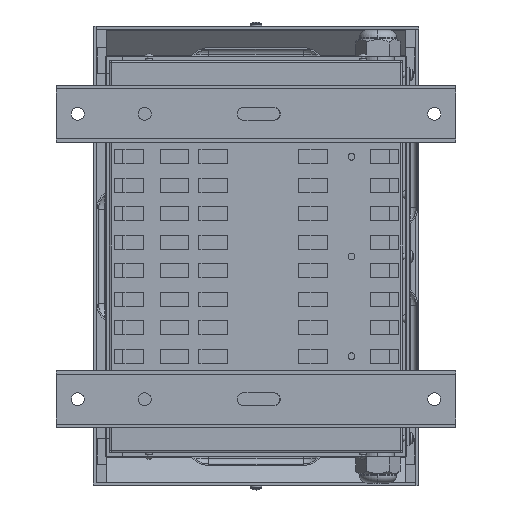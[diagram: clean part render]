
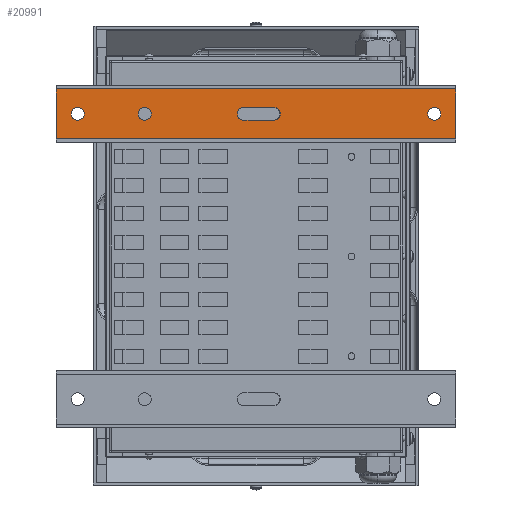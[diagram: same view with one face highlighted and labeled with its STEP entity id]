
A CAD part, front view. The second image highlights one B-rep face of the part: STEP entity #20991.
In plain terms, the highlighted face is planar.
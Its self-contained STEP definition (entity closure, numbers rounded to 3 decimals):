
#462=FACE_BOUND('',#3928,.T.);
#463=FACE_BOUND('',#3929,.T.);
#464=FACE_BOUND('',#3930,.T.);
#465=FACE_BOUND('',#3931,.T.);
#946=PLANE('',#22371);
#2719=FACE_OUTER_BOUND('',#3927,.T.);
#3927=EDGE_LOOP('',(#16272,#16273,#16274,#16275));
#3928=EDGE_LOOP('',(#16276,#16277,#16278,#16279));
#3929=EDGE_LOOP('',(#16280));
#3930=EDGE_LOOP('',(#16281));
#3931=EDGE_LOOP('',(#16282));
#5653=LINE('',#30898,#7773);
#5669=LINE('',#30939,#7789);
#5671=LINE('',#30942,#7791);
#5675=LINE('',#30960,#7795);
#5678=LINE('',#30969,#7798);
#5681=LINE('',#30976,#7801);
#7773=VECTOR('',#25114,10.);
#7789=VECTOR('',#25156,10.);
#7791=VECTOR('',#25160,10.);
#7795=VECTOR('',#25178,10.);
#7798=VECTOR('',#25187,10.);
#7801=VECTOR('',#25196,10.);
#9252=CIRCLE('',#22360,4.5);
#9253=CIRCLE('',#22363,4.5);
#9254=CIRCLE('',#22366,4.5);
#9255=CIRCLE('',#22368,4.5);
#9256=CIRCLE('',#22370,4.5);
#10427=VERTEX_POINT('',#30883);
#10428=VERTEX_POINT('',#30887);
#10439=VERTEX_POINT('',#30924);
#10440=VERTEX_POINT('',#30928);
#10449=VERTEX_POINT('',#30962);
#10450=VERTEX_POINT('',#30963);
#10451=VERTEX_POINT('',#30968);
#10452=VERTEX_POINT('',#30972);
#10453=VERTEX_POINT('',#30978);
#10454=VERTEX_POINT('',#30982);
#10455=VERTEX_POINT('',#30986);
#12536=EDGE_CURVE('',#10427,#10428,#5653,.T.);
#12556=EDGE_CURVE('',#10439,#10440,#5669,.T.);
#12558=EDGE_CURVE('',#10439,#10428,#5671,.T.);
#12567=EDGE_CURVE('',#10427,#10440,#5675,.T.);
#12568=EDGE_CURVE('',#10449,#10450,#9252,.T.);
#12571=EDGE_CURVE('',#10450,#10451,#5678,.T.);
#12573=EDGE_CURVE('',#10451,#10452,#9253,.T.);
#12575=EDGE_CURVE('',#10452,#10449,#5681,.T.);
#12577=EDGE_CURVE('',#10453,#10453,#9254,.T.);
#12579=EDGE_CURVE('',#10454,#10454,#9255,.T.);
#12581=EDGE_CURVE('',#10455,#10455,#9256,.T.);
#16272=ORIENTED_EDGE('',*,*,#12536,.T.);
#16273=ORIENTED_EDGE('',*,*,#12558,.F.);
#16274=ORIENTED_EDGE('',*,*,#12556,.T.);
#16275=ORIENTED_EDGE('',*,*,#12567,.F.);
#16276=ORIENTED_EDGE('',*,*,#12568,.T.);
#16277=ORIENTED_EDGE('',*,*,#12571,.T.);
#16278=ORIENTED_EDGE('',*,*,#12573,.T.);
#16279=ORIENTED_EDGE('',*,*,#12575,.T.);
#16280=ORIENTED_EDGE('',*,*,#12577,.T.);
#16281=ORIENTED_EDGE('',*,*,#12579,.T.);
#16282=ORIENTED_EDGE('',*,*,#12581,.T.);
#20991=ADVANCED_FACE('',(#2719,#462,#463,#464,#465),#946,.T.);
#22360=AXIS2_PLACEMENT_3D('',#30964,#25181,#25182);
#22363=AXIS2_PLACEMENT_3D('',#30973,#25191,#25192);
#22366=AXIS2_PLACEMENT_3D('',#30980,#25200,#25201);
#22368=AXIS2_PLACEMENT_3D('',#30984,#25205,#25206);
#22370=AXIS2_PLACEMENT_3D('',#30988,#25210,#25211);
#22371=AXIS2_PLACEMENT_3D('',#30989,#25212,#25213);
#25114=DIRECTION('',(0.,0.,1.));
#25156=DIRECTION('',(0.,0.,-1.));
#25160=DIRECTION('',(-1.,0.,0.));
#25178=DIRECTION('',(1.,0.,0.));
#25181=DIRECTION('center_axis',(0.,-1.,0.));
#25182=DIRECTION('ref_axis',(-1.,0.,0.));
#25187=DIRECTION('',(0.,0.,-1.));
#25191=DIRECTION('center_axis',(0.,-1.,0.));
#25192=DIRECTION('ref_axis',(1.,0.,0.));
#25196=DIRECTION('',(0.,0.,1.));
#25200=DIRECTION('center_axis',(0.,-1.,0.));
#25201=DIRECTION('ref_axis',(1.,0.,0.));
#25205=DIRECTION('center_axis',(0.,-1.,0.));
#25206=DIRECTION('ref_axis',(1.,0.,0.));
#25210=DIRECTION('center_axis',(0.,-1.,0.));
#25211=DIRECTION('ref_axis',(1.,0.,0.));
#25212=DIRECTION('center_axis',(0.,1.,0.));
#25213=DIRECTION('ref_axis',(0.,0.,1.));
#30883=CARTESIAN_POINT('',(-37.499,2.5,0.));
#30887=CARTESIAN_POINT('',(-37.499,2.5,280.));
#30898=CARTESIAN_POINT('',(-37.499,2.5,210.));
#30924=CARTESIAN_POINT('',(-2.501,2.5,280.));
#30928=CARTESIAN_POINT('',(-2.501,2.5,0.));
#30939=CARTESIAN_POINT('',(-2.501,2.5,70.));
#30942=CARTESIAN_POINT('',(-40.,2.5,280.));
#30960=CARTESIAN_POINT('',(0.,2.5,0.));
#30962=CARTESIAN_POINT('',(-15.5,2.5,148.5));
#30963=CARTESIAN_POINT('',(-24.5,2.5,148.5));
#30964=CARTESIAN_POINT('Origin',(-20.,2.5,148.5));
#30968=CARTESIAN_POINT('',(-24.5,2.5,127.5));
#30969=CARTESIAN_POINT('',(-24.5,2.5,144.25));
#30972=CARTESIAN_POINT('',(-15.5,2.5,127.5));
#30973=CARTESIAN_POINT('Origin',(-20.,2.5,127.5));
#30976=CARTESIAN_POINT('',(-15.5,2.5,133.75));
#30978=CARTESIAN_POINT('',(-24.5,2.5,218.));
#30980=CARTESIAN_POINT('Origin',(-20.,2.5,218.));
#30982=CARTESIAN_POINT('',(-24.5,2.5,15.));
#30984=CARTESIAN_POINT('Origin',(-20.,2.5,15.));
#30986=CARTESIAN_POINT('',(-24.5,2.5,265.));
#30988=CARTESIAN_POINT('Origin',(-20.,2.5,265.));
#30989=CARTESIAN_POINT('Origin',(-20.,2.5,140.));
